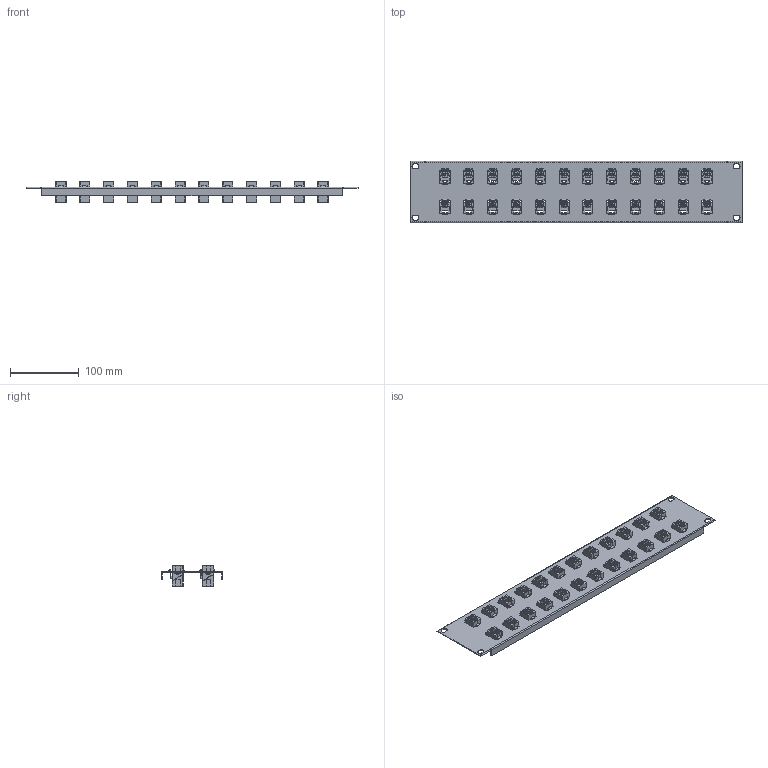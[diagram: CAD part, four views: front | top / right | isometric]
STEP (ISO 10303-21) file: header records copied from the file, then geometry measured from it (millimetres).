
FILE_DESCRIPTION (( 'STEP AP214' ), '1' );
FILE_NAME ('PR35B-C6-24_3D.step', '2025-02-28T17:02:51', ( '' ), ( '' ), 'SwSTEP 2.0', 'SolidWorks 2022', '' );
FILE_SCHEMA (( 'AUTOMOTIVE_DESIGN' ));
Length unit declared in the file: inch
Products named in the file (3): TDG1026KC6_no label; PR35B-C6-24_3D; PR35B-24KS
Assembly tree (25 placements, depth 2):
  PR35B-C6-24_3D
    PR35B-24KS
    TDG1026KC6_no label  x24
Bounding box: 482.6 x 88.9 x 29.8 mm (x, y, z)
Volume: 192164.3 mm3; surface area: 188037.7 mm2
Topology: 25 solids, 25 shells, 6330 faces, 17492 edges, 11596 vertices
Faces by surface type: plane 4486, bspline 1440, cylinder 308, torus 96
Entity records: 17179 total; most frequent: CARTESIAN_POINT 6046, ORIENTED_EDGE 2232, DIRECTION 1767, EDGE_CURVE 1116, VECTOR 901, LINE 901, VERTEX_POINT 740, EDGE_LOOP 502
